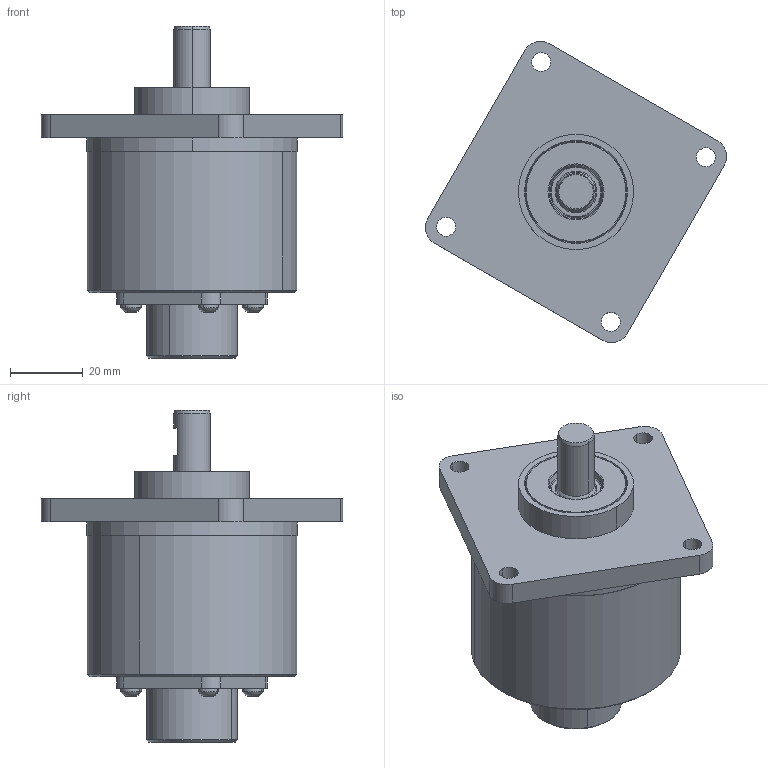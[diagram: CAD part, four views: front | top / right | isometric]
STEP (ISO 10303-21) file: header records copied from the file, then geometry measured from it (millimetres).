
FILE_DESCRIPTION((''),'2;1');
FILE_NAME('527637','2010-11-10T',('se2802'),(''),'PRO/ENGINEER BY PARAMETRIC TECHNOLOGY CORPORATION, 2010180','PRO/ENGINEER BY PARAMETRIC TECHNOLOGY CORPORATION, 2010180','');
FILE_SCHEMA(('CONFIG_CONTROL_DESIGN'));
Length unit declared in the file: millimetre
Products named in the file (1): 527637
Bounding box: 83.08 x 83.08 x 91.5 mm (x, y, z)
Volume: 148919.6 mm3; surface area: 23795.6 mm2
Topology: 1 solids, 1 shells, 1102 faces, 2985 edges, 1978 vertices
Faces by surface type: plane 496, extrusion 324, cylinder 236, torus 18, cone 14, sphere 14
Entity records: 38854 total; most frequent: CARTESIAN_POINT 11988, ORIENTED_EDGE 5970, DIRECTION 4693, EDGE_CURVE 2985, VERTEX_POINT 1978, VECTOR 1857, LINE 1533, AXIS2_PLACEMENT_3D 1418
